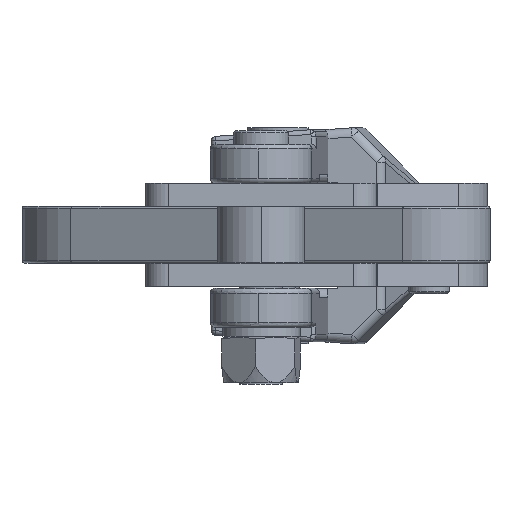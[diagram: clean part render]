
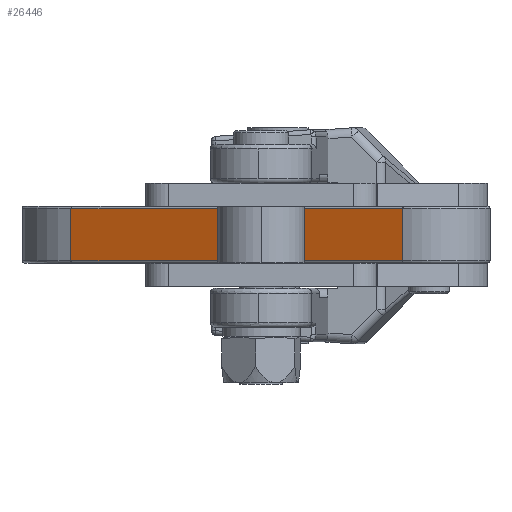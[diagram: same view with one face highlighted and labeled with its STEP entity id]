
A CAD part, front view. The second image highlights one B-rep face of the part: STEP entity #26446.
In plain terms, the highlighted face is planar.
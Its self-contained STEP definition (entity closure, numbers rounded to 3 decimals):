
#1975 = EDGE_LOOP ( 'NONE', ( #19418, #19469, #19405, #19409 ) ) ;
#3641 = EDGE_CURVE ( 'NONE', #23632, #24122, #5278, .T. ) ;
#3642 = EDGE_CURVE ( 'NONE', #23632, #23568, #4459, .T. ) ;
#3643 = EDGE_CURVE ( 'NONE', #23559, #23568, #4908, .T. ) ;
#3650 = EDGE_CURVE ( 'NONE', #24122, #23559, #4970, .T. ) ;
#4459 = LINE ( 'NONE', #11784, #4874 ) ;
#4836 = VECTOR ( 'NONE', #11794, 1000. ) ;
#4874 = VECTOR ( 'NONE', #11779, 1000. ) ;
#4906 = VECTOR ( 'NONE', #11760, 1000. ) ;
#4908 = LINE ( 'NONE', #11778, #5171 ) ;
#4970 = LINE ( 'NONE', #11761, #4906 ) ;
#5171 = VECTOR ( 'NONE', #11777, 1000. ) ;
#5278 = LINE ( 'NONE', #11783, #4836 ) ;
#11760 = DIRECTION ( 'NONE',  ( 0., 0., -1. ) ) ;
#11761 = CARTESIAN_POINT ( 'NONE',  ( -79.435, 15.372, 6.15 ) ) ;
#11777 = DIRECTION ( 'NONE',  ( 0.938, -0.348, 0. ) ) ;
#11778 = CARTESIAN_POINT ( 'NONE',  ( -4.589, -12.377, -5.65 ) ) ;
#11779 = DIRECTION ( 'NONE',  ( 0., 0., -1. ) ) ;
#11783 = CARTESIAN_POINT ( 'NONE',  ( -79.435, 15.372, 5.65 ) ) ;
#11784 = CARTESIAN_POINT ( 'NONE',  ( -4.589, -12.377, 6.15 ) ) ;
#11794 = DIRECTION ( 'NONE',  ( -0.938, 0.348, 0. ) ) ;
#13788 = FACE_OUTER_BOUND ( 'NONE', #1975, .T. ) ;
#15639 = CARTESIAN_POINT ( 'NONE',  ( -79.435, 15.372, 5.65 ) ) ;
#17218 = DIRECTION ( 'NONE',  ( -0.938, 0.348, 0. ) ) ;
#17219 = DIRECTION ( 'NONE',  ( 0.348, 0.938, 0. ) ) ;
#17222 = PLANE ( 'NONE',  #18899 ) ;
#17224 = CARTESIAN_POINT ( 'NONE',  ( -4.589, -12.377, 6.15 ) ) ;
#17628 = CARTESIAN_POINT ( 'NONE',  ( -4.589, -12.377, 5.65 ) ) ;
#17683 = CARTESIAN_POINT ( 'NONE',  ( -4.589, -12.377, -5.65 ) ) ;
#17689 = CARTESIAN_POINT ( 'NONE',  ( -79.435, 15.372, -5.65 ) ) ;
#18899 = AXIS2_PLACEMENT_3D ( 'NONE', #17224, #17219, #17218 ) ;
#19405 = ORIENTED_EDGE ( 'NONE', *, *, #3642, .F. ) ;
#19409 = ORIENTED_EDGE ( 'NONE', *, *, #3641, .T. ) ;
#19418 = ORIENTED_EDGE ( 'NONE', *, *, #3650, .T. ) ;
#19469 = ORIENTED_EDGE ( 'NONE', *, *, #3643, .T. ) ;
#23559 = VERTEX_POINT ( 'NONE', #17689 ) ;
#23568 = VERTEX_POINT ( 'NONE', #17683 ) ;
#23632 = VERTEX_POINT ( 'NONE', #17628 ) ;
#24122 = VERTEX_POINT ( 'NONE', #15639 ) ;
#26446 = ADVANCED_FACE ( 'NONE', ( #13788 ), #17222, .F. ) ;
